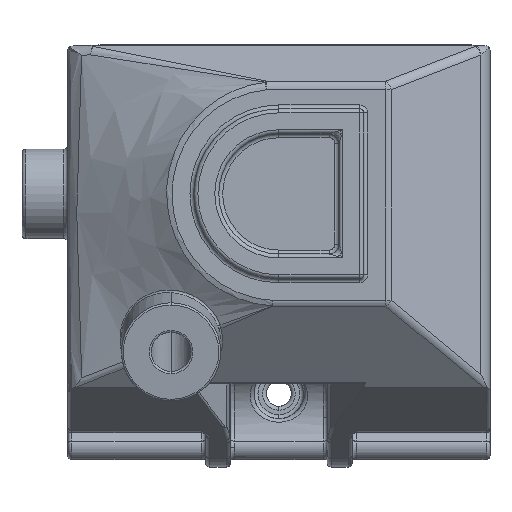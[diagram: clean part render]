
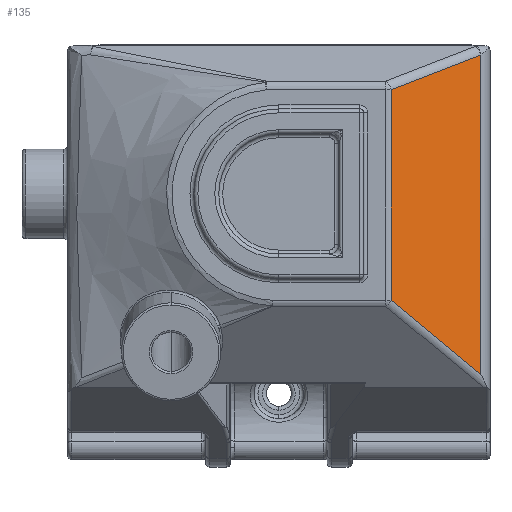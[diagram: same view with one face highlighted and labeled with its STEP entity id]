
A CAD part, front view. The second image highlights one B-rep face of the part: STEP entity #135.
In plain terms, the highlighted planar face has unit normal (0.543, -0.84, 0).
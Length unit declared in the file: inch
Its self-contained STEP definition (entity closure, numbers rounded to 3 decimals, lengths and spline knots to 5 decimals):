
#135 = ADVANCED_FACE ( 'NONE', ( #11175 ), #462, .T. ) ;
#328 = EDGE_CURVE ( 'NONE', #14727, #11090, #2825, .T. ) ;
#462 = PLANE ( 'NONE',  #9291 ) ;
#2785 = VECTOR ( 'NONE', #6657, 39.37008 ) ;
#2822 = VERTEX_POINT ( 'NONE', #6693 ) ;
#2825 = LINE ( 'NONE', #11214, #6507 ) ;
#3064 = VECTOR ( 'NONE', #10188, 39.37008 ) ;
#3418 = EDGE_CURVE ( 'NONE', #3837, #14727, #14731, .T. ) ;
#3803 = ORIENTED_EDGE ( 'NONE', *, *, #14755, .T. ) ;
#3837 = VERTEX_POINT ( 'NONE', #12855 ) ;
#4171 = LINE ( 'NONE', #10093, #3064 ) ;
#4213 = DIRECTION ( 'NONE',  ( 0.84, 0.543, 0. ) ) ;
#5905 = CARTESIAN_POINT ( 'NONE',  ( 1.01683, -1.02955, -0.90877 ) ) ;
#6060 = VECTOR ( 'NONE', #6484, 39.37008 ) ;
#6104 = LINE ( 'NONE', #9674, #8834 ) ;
#6484 = DIRECTION ( 'NONE',  ( 0., 0., -1. ) ) ;
#6507 = VECTOR ( 'NONE', #12475, 39.37008 ) ;
#6657 = DIRECTION ( 'NONE',  ( -0.798, -0.517, -0.309 ) ) ;
#6691 = CARTESIAN_POINT ( 'NONE',  ( 1.01462, -1.03098, 0.69831 ) ) ;
#6693 = CARTESIAN_POINT ( 'NONE',  ( 1.01683, -1.02955, 0.69814 ) ) ;
#6728 = CARTESIAN_POINT ( 'NONE',  ( 0.62069, -1.28588, 0.54576 ) ) ;
#8155 = EDGE_LOOP ( 'NONE', ( #8733, #8967, #3803, #13994, #14068 ) ) ;
#8733 = ORIENTED_EDGE ( 'NONE', *, *, #328, .T. ) ;
#8834 = VECTOR ( 'NONE', #10946, 39.37008 ) ;
#8967 = ORIENTED_EDGE ( 'NONE', *, *, #13243, .T. ) ;
#9190 = LINE ( 'NONE', #6728, #2785 ) ;
#9291 = AXIS2_PLACEMENT_3D ( 'NONE', #11327, #10149, #4213 ) ;
#9674 = CARTESIAN_POINT ( 'NONE',  ( 1.55466, -0.68155, 0.65621 ) ) ;
#10093 = CARTESIAN_POINT ( 'NONE',  ( 1.01683, -1.02955, 0. ) ) ;
#10149 = DIRECTION ( 'NONE',  ( 0.543, -0.84, 0. ) ) ;
#10188 = DIRECTION ( 'NONE',  ( 0., 0., 1. ) ) ;
#10500 = VERTEX_POINT ( 'NONE', #6691 ) ;
#10946 = DIRECTION ( 'NONE',  ( -0.838, -0.542, 0.065 ) ) ;
#11090 = VERTEX_POINT ( 'NONE', #5905 ) ;
#11175 = FACE_OUTER_BOUND ( 'NONE', #8155, .T. ) ;
#11214 = CARTESIAN_POINT ( 'NONE',  ( 0.49263, -1.36874, -0.47553 ) ) ;
#11327 = CARTESIAN_POINT ( 'NONE',  ( 0.76966, -1.18948, 0. ) ) ;
#11544 = CARTESIAN_POINT ( 'NONE',  ( 0.5649, -1.32198, 0. ) ) ;
#12475 = DIRECTION ( 'NONE',  ( 0.69, 0.446, -0.57 ) ) ;
#12855 = CARTESIAN_POINT ( 'NONE',  ( 0.5649, -1.32198, 0.52415 ) ) ;
#13243 = EDGE_CURVE ( 'NONE', #11090, #2822, #4171, .T. ) ;
#13994 = ORIENTED_EDGE ( 'NONE', *, *, #15287, .T. ) ;
#14068 = ORIENTED_EDGE ( 'NONE', *, *, #3418, .T. ) ;
#14274 = CARTESIAN_POINT ( 'NONE',  ( 0.5649, -1.32198, -0.53526 ) ) ;
#14727 = VERTEX_POINT ( 'NONE', #14274 ) ;
#14731 = LINE ( 'NONE', #11544, #6060 ) ;
#14755 = EDGE_CURVE ( 'NONE', #2822, #10500, #6104, .T. ) ;
#15287 = EDGE_CURVE ( 'NONE', #10500, #3837, #9190, .T. ) ;
